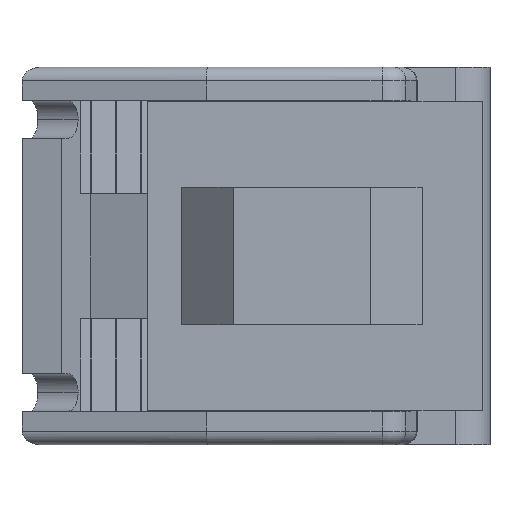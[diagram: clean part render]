
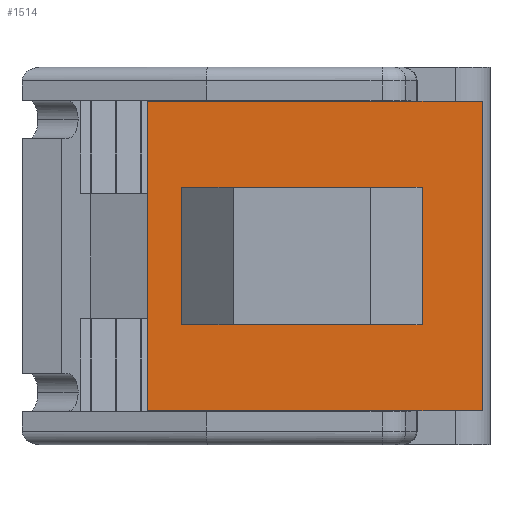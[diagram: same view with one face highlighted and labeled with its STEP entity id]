
A CAD part, left-side view. The second image highlights one B-rep face of the part: STEP entity #1514.
In plain terms, the highlighted planar face has unit normal (-1, 0, 0).
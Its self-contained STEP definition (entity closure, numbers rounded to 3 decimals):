
#116 = DIRECTION ( 'NONE',  ( -1., 0., 0. ) ) ;
#169 = EDGE_LOOP ( 'NONE', ( #5576, #2796, #4879, #2271 ) ) ;
#170 = ORIENTED_EDGE ( 'NONE', *, *, #1754, .F. ) ;
#216 = CARTESIAN_POINT ( 'NONE',  ( -21., 2., 20. ) ) ;
#441 = VERTEX_POINT ( 'NONE', #3708 ) ;
#574 = LINE ( 'NONE', #3616, #5832 ) ;
#607 = PLANE ( 'NONE',  #6148 ) ;
#686 = DIRECTION ( 'NONE',  ( 0., -1., 0. ) ) ;
#859 = CIRCLE ( 'NONE', #1173, 4. ) ;
#988 = FACE_OUTER_BOUND ( 'NONE', #169, .T. ) ;
#1005 = AXIS2_PLACEMENT_3D ( 'NONE', #3625, #1662, #4631 ) ;
#1027 = CARTESIAN_POINT ( 'NONE',  ( -21., -3., 15. ) ) ;
#1081 = ORIENTED_EDGE ( 'NONE', *, *, #2962, .F. ) ;
#1125 = CARTESIAN_POINT ( 'NONE',  ( -21., 2., 2. ) ) ;
#1173 = AXIS2_PLACEMENT_3D ( 'NONE', #1528, #4989, #2023 ) ;
#1262 = VERTEX_POINT ( 'NONE', #1125 ) ;
#1271 = VERTEX_POINT ( 'NONE', #1609 ) ;
#1290 = CARTESIAN_POINT ( 'NONE',  ( -21., 2., 20. ) ) ;
#1323 = EDGE_CURVE ( 'NONE', #2168, #2742, #3826, .T. ) ;
#1472 = EDGE_CURVE ( 'NONE', #5046, #2554, #3902, .T. ) ;
#1503 = CIRCLE ( 'NONE', #1005, 4. ) ;
#1514 = ADVANCED_FACE ( 'NONE', ( #988, #4751 ), #607, .T. ) ;
#1528 = CARTESIAN_POINT ( 'NONE',  ( -21., -7., 11. ) ) ;
#1560 = DIRECTION ( 'NONE',  ( 0., 1., 0. ) ) ;
#1566 = EDGE_CURVE ( 'NONE', #1262, #1271, #3421, .T. ) ;
#1609 = CARTESIAN_POINT ( 'NONE',  ( -21., -17.5, 2. ) ) ;
#1662 = DIRECTION ( 'NONE',  ( -1., 0., 0. ) ) ;
#1736 = CARTESIAN_POINT ( 'NONE',  ( -21., -3., 11. ) ) ;
#1754 = EDGE_CURVE ( 'NONE', #5471, #2168, #574, .T. ) ;
#1776 = EDGE_LOOP ( 'NONE', ( #6123, #170, #1081, #5661, #4257, #3330 ) ) ;
#1842 = DIRECTION ( 'NONE',  ( 0., 0., 1. ) ) ;
#1902 = DIRECTION ( 'NONE',  ( 0., 0., 1. ) ) ;
#1969 = LINE ( 'NONE', #216, #2452 ) ;
#1993 = DIRECTION ( 'NONE',  ( 0., -1., 0. ) ) ;
#2023 = DIRECTION ( 'NONE',  ( 0., -1., 0. ) ) ;
#2159 = DIRECTION ( 'NONE',  ( 0., 1., 0. ) ) ;
#2168 = VERTEX_POINT ( 'NONE', #4453 ) ;
#2271 = ORIENTED_EDGE ( 'NONE', *, *, #4034, .T. ) ;
#2369 = VECTOR ( 'NONE', #1842, 1000. ) ;
#2374 = DIRECTION ( 'NONE',  ( 0., 0., -1. ) ) ;
#2452 = VECTOR ( 'NONE', #2159, 1000. ) ;
#2501 = CARTESIAN_POINT ( 'NONE',  ( -21., -7., 15. ) ) ;
#2554 = VERTEX_POINT ( 'NONE', #5951 ) ;
#2616 = VECTOR ( 'NONE', #1902, 1000. ) ;
#2642 = DIRECTION ( 'NONE',  ( 0., 0., -1. ) ) ;
#2742 = VERTEX_POINT ( 'NONE', #5674 ) ;
#2769 = VERTEX_POINT ( 'NONE', #1736 ) ;
#2796 = ORIENTED_EDGE ( 'NONE', *, *, #1566, .T. ) ;
#2849 = VERTEX_POINT ( 'NONE', #5572 ) ;
#2962 = EDGE_CURVE ( 'NONE', #2769, #5471, #1503, .T. ) ;
#3046 = LINE ( 'NONE', #1290, #5517 ) ;
#3180 = CARTESIAN_POINT ( 'NONE',  ( -21., -7., 7. ) ) ;
#3225 = EDGE_CURVE ( 'NONE', #441, #1262, #3046, .T. ) ;
#3330 = ORIENTED_EDGE ( 'NONE', *, *, #6235, .F. ) ;
#3421 = LINE ( 'NONE', #3895, #4424 ) ;
#3616 = CARTESIAN_POINT ( 'NONE',  ( -21., -7., 7. ) ) ;
#3625 = CARTESIAN_POINT ( 'NONE',  ( -21., -7., 11. ) ) ;
#3708 = CARTESIAN_POINT ( 'NONE',  ( -21., 2., 20. ) ) ;
#3749 = VECTOR ( 'NONE', #1560, 1000. ) ;
#3826 = LINE ( 'NONE', #4460, #2369 ) ;
#3830 = CARTESIAN_POINT ( 'NONE',  ( -21., -3., 15. ) ) ;
#3895 = CARTESIAN_POINT ( 'NONE',  ( -21., 2., 2. ) ) ;
#3902 = LINE ( 'NONE', #1027, #3749 ) ;
#4034 = EDGE_CURVE ( 'NONE', #2849, #441, #1969, .T. ) ;
#4257 = ORIENTED_EDGE ( 'NONE', *, *, #1472, .F. ) ;
#4300 = EDGE_CURVE ( 'NONE', #2554, #2769, #5688, .T. ) ;
#4392 = CARTESIAN_POINT ( 'NONE',  ( -21., 2., 2. ) ) ;
#4424 = VECTOR ( 'NONE', #4477, 1000. ) ;
#4453 = CARTESIAN_POINT ( 'NONE',  ( -21., -11., 7. ) ) ;
#4460 = CARTESIAN_POINT ( 'NONE',  ( -21., -11., 11. ) ) ;
#4477 = DIRECTION ( 'NONE',  ( 0., -1., 0. ) ) ;
#4516 = VECTOR ( 'NONE', #2374, 1000. ) ;
#4631 = DIRECTION ( 'NONE',  ( 0., -1., 0. ) ) ;
#4751 = FACE_BOUND ( 'NONE', #1776, .T. ) ;
#4879 = ORIENTED_EDGE ( 'NONE', *, *, #5766, .T. ) ;
#4989 = DIRECTION ( 'NONE',  ( -1., 0., 0. ) ) ;
#5046 = VERTEX_POINT ( 'NONE', #2501 ) ;
#5237 = LINE ( 'NONE', #6345, #2616 ) ;
#5471 = VERTEX_POINT ( 'NONE', #3180 ) ;
#5517 = VECTOR ( 'NONE', #2642, 1000. ) ;
#5572 = CARTESIAN_POINT ( 'NONE',  ( -21., -17.5, 20. ) ) ;
#5576 = ORIENTED_EDGE ( 'NONE', *, *, #3225, .T. ) ;
#5661 = ORIENTED_EDGE ( 'NONE', *, *, #4300, .F. ) ;
#5674 = CARTESIAN_POINT ( 'NONE',  ( -21., -11., 11. ) ) ;
#5688 = LINE ( 'NONE', #3830, #4516 ) ;
#5766 = EDGE_CURVE ( 'NONE', #1271, #2849, #5237, .T. ) ;
#5832 = VECTOR ( 'NONE', #686, 1000. ) ;
#5951 = CARTESIAN_POINT ( 'NONE',  ( -21., -3., 15. ) ) ;
#6123 = ORIENTED_EDGE ( 'NONE', *, *, #1323, .F. ) ;
#6148 = AXIS2_PLACEMENT_3D ( 'NONE', #4392, #116, #1993 ) ;
#6235 = EDGE_CURVE ( 'NONE', #2742, #5046, #859, .T. ) ;
#6345 = CARTESIAN_POINT ( 'NONE',  ( -21., -17.5, 20. ) ) ;
